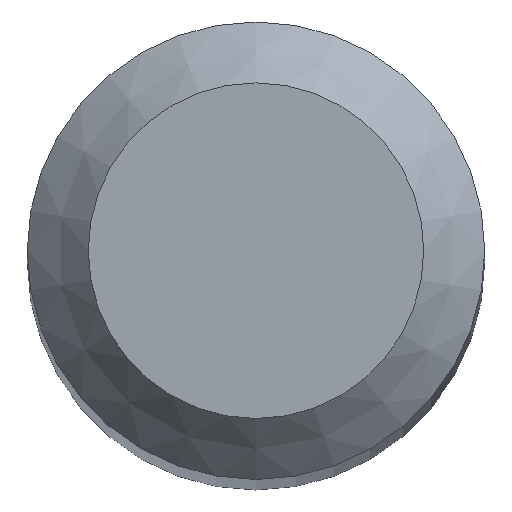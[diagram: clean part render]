
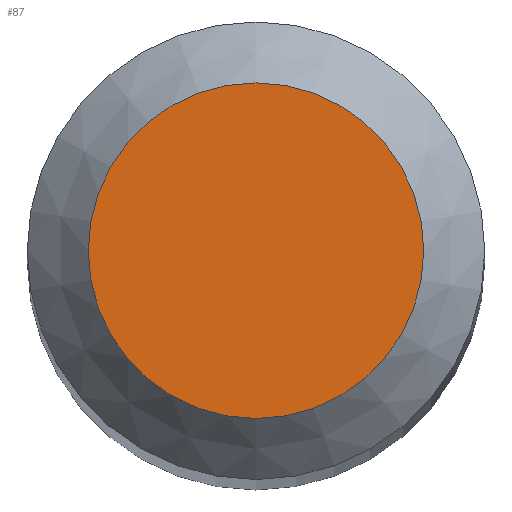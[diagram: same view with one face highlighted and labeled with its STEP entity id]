
A CAD part, top view. The second image highlights one B-rep face of the part: STEP entity #87.
In plain terms, the highlighted planar face has unit normal (0, 0, 1).
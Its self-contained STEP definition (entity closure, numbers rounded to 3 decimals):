
#7 = EDGE_LOOP ( 'NONE', ( #109 ) ) ;
#13 = FACE_OUTER_BOUND ( 'NONE', #7, .T. ) ;
#32 = AXIS2_PLACEMENT_3D ( 'NONE', #135, #206, #103 ) ;
#43 = AXIS2_PLACEMENT_3D ( 'NONE', #102, #111, #145 ) ;
#87 = ADVANCED_FACE ( 'NONE', ( #13 ), #144, .F. ) ;
#102 = CARTESIAN_POINT ( 'NONE',  ( 0., 0., 30. ) ) ;
#103 = DIRECTION ( 'NONE',  ( 0., 1., 0. ) ) ;
#109 = ORIENTED_EDGE ( 'NONE', *, *, #134, .F. ) ;
#111 = DIRECTION ( 'NONE',  ( 0., 0., -1. ) ) ;
#134 = EDGE_CURVE ( 'NONE', #202, #202, #186, .T. ) ;
#135 = CARTESIAN_POINT ( 'NONE',  ( 0., 0., 30. ) ) ;
#144 = PLANE ( 'NONE',  #43 ) ;
#145 = DIRECTION ( 'NONE',  ( 0., 1., 0. ) ) ;
#186 = CIRCLE ( 'NONE', #32, 0.55 ) ;
#202 = VERTEX_POINT ( 'NONE', #204 ) ;
#204 = CARTESIAN_POINT ( 'NONE',  ( 0., 0.55, 30. ) ) ;
#206 = DIRECTION ( 'NONE',  ( 0., 0., -1. ) ) ;
